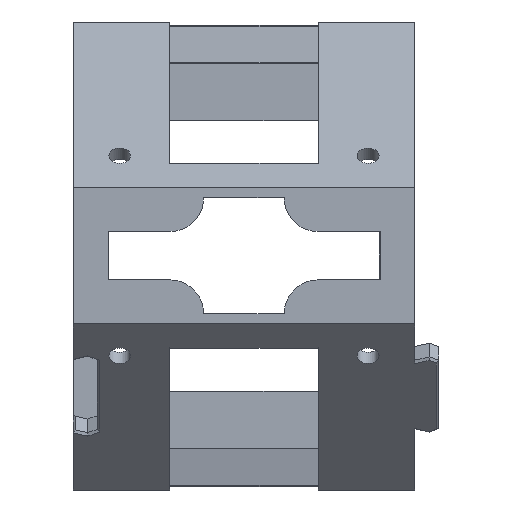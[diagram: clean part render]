
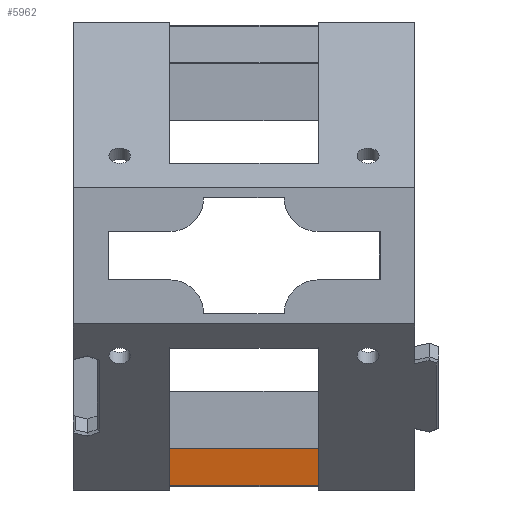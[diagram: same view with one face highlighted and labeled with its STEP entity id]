
A CAD part, top view. The second image highlights one B-rep face of the part: STEP entity #5962.
In plain terms, the highlighted planar face has unit normal (0, -0.166, 0.986).
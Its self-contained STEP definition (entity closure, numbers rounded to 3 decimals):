
#268 = PLANE('',#269);
#269 = AXIS2_PLACEMENT_3D('',#270,#271,#272);
#270 = CARTESIAN_POINT('',(0.,-40.,10.114));
#271 = DIRECTION('',(0.,1.,0.));
#272 = DIRECTION('',(0.,0.,1.));
#1156 = PLANE('',#1157);
#1157 = AXIS2_PLACEMENT_3D('',#1158,#1159,#1160);
#1158 = CARTESIAN_POINT('',(15.4,-40.,1.15));
#1159 = DIRECTION('',(-1.,0.,0.));
#1160 = DIRECTION('',(0.,1.,0.));
#1184 = PLANE('',#1185);
#1185 = AXIS2_PLACEMENT_3D('',#1186,#1187,#1188);
#1186 = CARTESIAN_POINT('',(-15.4,-47.653,9.379));
#1187 = DIRECTION('',(0.,-0.953,0.305));
#1188 = DIRECTION('',(1.,0.,0.));
#1212 = PLANE('',#1213);
#1213 = AXIS2_PLACEMENT_3D('',#1214,#1215,#1216);
#1214 = CARTESIAN_POINT('',(-15.4,0.,25.773));
#1215 = DIRECTION('',(1.,0.,0.));
#1216 = DIRECTION('',(0.,0.,1.));
#2581 = VERTEX_POINT('',#2582);
#2582 = CARTESIAN_POINT('',(-15.4,-40.,11.079));
#2762 = EDGE_CURVE('',#2581,#2763,#2765,.T.);
#2763 = VERTEX_POINT('',#2764);
#2764 = CARTESIAN_POINT('',(15.4,-40.,11.079));
#2765 = SURFACE_CURVE('',#2766,(#2770,#2777),.PCURVE_S1.);
#2766 = LINE('',#2767,#2768);
#2767 = CARTESIAN_POINT('',(-15.4,-40.,11.079));
#2768 = VECTOR('',#2769,1.);
#2769 = DIRECTION('',(1.,0.,0.));
#2770 = PCURVE('',#268,#2771);
#2771 = DEFINITIONAL_REPRESENTATION('',(#2772),#2776);
#2772 = LINE('',#2773,#2774);
#2773 = CARTESIAN_POINT('',(0.964,-15.4));
#2774 = VECTOR('',#2775,1.);
#2775 = DIRECTION('',(0.,1.));
#2776 = ( GEOMETRIC_REPRESENTATION_CONTEXT(2) 
PARAMETRIC_REPRESENTATION_CONTEXT() REPRESENTATION_CONTEXT('2D SPACE',''
  ) );
#2777 = PCURVE('',#2778,#2783);
#2778 = PLANE('',#2779);
#2779 = AXIS2_PLACEMENT_3D('',#2780,#2781,#2782);
#2780 = CARTESIAN_POINT('',(-15.4,-48.5,9.65));
#2781 = DIRECTION('',(0.,-0.166,0.986));
#2782 = DIRECTION('',(0.,0.986,0.166));
#2783 = DEFINITIONAL_REPRESENTATION('',(#2784),#2788);
#2784 = LINE('',#2785,#2786);
#2785 = CARTESIAN_POINT('',(8.619,0.));
#2786 = VECTOR('',#2787,1.);
#2787 = DIRECTION('',(0.,-1.));
#2788 = ( GEOMETRIC_REPRESENTATION_CONTEXT(2) 
PARAMETRIC_REPRESENTATION_CONTEXT() REPRESENTATION_CONTEXT('2D SPACE',''
  ) );
#4804 = EDGE_CURVE('',#4805,#2581,#4807,.T.);
#4805 = VERTEX_POINT('',#4806);
#4806 = CARTESIAN_POINT('',(-15.4,-47.514,9.816));
#4807 = SURFACE_CURVE('',#4808,(#4812,#4819),.PCURVE_S1.);
#4808 = LINE('',#4809,#4810);
#4809 = CARTESIAN_POINT('',(-15.4,-48.5,9.65));
#4810 = VECTOR('',#4811,1.);
#4811 = DIRECTION('',(0.,0.986,0.166));
#4812 = PCURVE('',#1212,#4813);
#4813 = DEFINITIONAL_REPRESENTATION('',(#4814),#4818);
#4814 = LINE('',#4815,#4816);
#4815 = CARTESIAN_POINT('',(-16.123,48.5));
#4816 = VECTOR('',#4817,1.);
#4817 = DIRECTION('',(0.166,-0.986));
#4818 = ( GEOMETRIC_REPRESENTATION_CONTEXT(2) 
PARAMETRIC_REPRESENTATION_CONTEXT() REPRESENTATION_CONTEXT('2D SPACE',''
  ) );
#4819 = PCURVE('',#2778,#4820);
#4820 = DEFINITIONAL_REPRESENTATION('',(#4821),#4825);
#4821 = LINE('',#4822,#4823);
#4822 = CARTESIAN_POINT('',(0.,0.));
#4823 = VECTOR('',#4824,1.);
#4824 = DIRECTION('',(1.,0.));
#4825 = ( GEOMETRIC_REPRESENTATION_CONTEXT(2) 
PARAMETRIC_REPRESENTATION_CONTEXT() REPRESENTATION_CONTEXT('2D SPACE',''
  ) );
#4858 = VERTEX_POINT('',#4859);
#4859 = CARTESIAN_POINT('',(15.4,-47.514,9.816));
#4880 = EDGE_CURVE('',#4805,#4858,#4881,.T.);
#4881 = SURFACE_CURVE('',#4882,(#4886,#4893),.PCURVE_S1.);
#4882 = LINE('',#4883,#4884);
#4883 = CARTESIAN_POINT('',(-15.4,-47.514,9.816));
#4884 = VECTOR('',#4885,1.);
#4885 = DIRECTION('',(1.,0.,0.));
#4886 = PCURVE('',#1184,#4887);
#4887 = DEFINITIONAL_REPRESENTATION('',(#4888),#4892);
#4888 = LINE('',#4889,#4890);
#4889 = CARTESIAN_POINT('',(0.,0.458));
#4890 = VECTOR('',#4891,1.);
#4891 = DIRECTION('',(1.,0.));
#4892 = ( GEOMETRIC_REPRESENTATION_CONTEXT(2) 
PARAMETRIC_REPRESENTATION_CONTEXT() REPRESENTATION_CONTEXT('2D SPACE',''
  ) );
#4893 = PCURVE('',#2778,#4894);
#4894 = DEFINITIONAL_REPRESENTATION('',(#4895),#4899);
#4895 = LINE('',#4896,#4897);
#4896 = CARTESIAN_POINT('',(1.,0.));
#4897 = VECTOR('',#4898,1.);
#4898 = DIRECTION('',(0.,-1.));
#4899 = ( GEOMETRIC_REPRESENTATION_CONTEXT(2) 
PARAMETRIC_REPRESENTATION_CONTEXT() REPRESENTATION_CONTEXT('2D SPACE',''
  ) );
#4904 = EDGE_CURVE('',#2763,#4858,#4905,.T.);
#4905 = SURFACE_CURVE('',#4906,(#4910,#4917),.PCURVE_S1.);
#4906 = LINE('',#4907,#4908);
#4907 = CARTESIAN_POINT('',(15.4,-45.062,10.228));
#4908 = VECTOR('',#4909,1.);
#4909 = DIRECTION('',(-0.,-0.986,-0.166));
#4910 = PCURVE('',#1156,#4911);
#4911 = DEFINITIONAL_REPRESENTATION('',(#4912),#4916);
#4912 = LINE('',#4913,#4914);
#4913 = CARTESIAN_POINT('',(-5.062,-9.078));
#4914 = VECTOR('',#4915,1.);
#4915 = DIRECTION('',(-0.986,0.166));
#4916 = ( GEOMETRIC_REPRESENTATION_CONTEXT(2) 
PARAMETRIC_REPRESENTATION_CONTEXT() REPRESENTATION_CONTEXT('2D SPACE',''
  ) );
#4917 = PCURVE('',#2778,#4918);
#4918 = DEFINITIONAL_REPRESENTATION('',(#4919),#4923);
#4919 = LINE('',#4920,#4921);
#4920 = CARTESIAN_POINT('',(3.487,-30.8));
#4921 = VECTOR('',#4922,1.);
#4922 = DIRECTION('',(-1.,0.));
#4923 = ( GEOMETRIC_REPRESENTATION_CONTEXT(2) 
PARAMETRIC_REPRESENTATION_CONTEXT() REPRESENTATION_CONTEXT('2D SPACE',''
  ) );
#5962 = ADVANCED_FACE('',(#5963),#2778,.T.);
#5963 = FACE_BOUND('',#5964,.T.);
#5964 = EDGE_LOOP('',(#5965,#5966,#5967,#5968));
#5965 = ORIENTED_EDGE('',*,*,#4804,.F.);
#5966 = ORIENTED_EDGE('',*,*,#4880,.T.);
#5967 = ORIENTED_EDGE('',*,*,#4904,.F.);
#5968 = ORIENTED_EDGE('',*,*,#2762,.F.);
